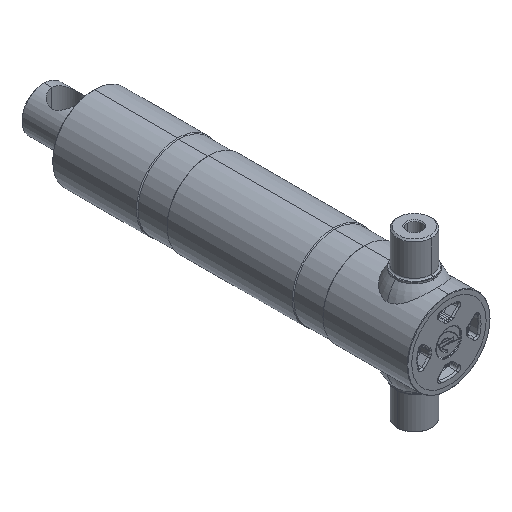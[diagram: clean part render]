
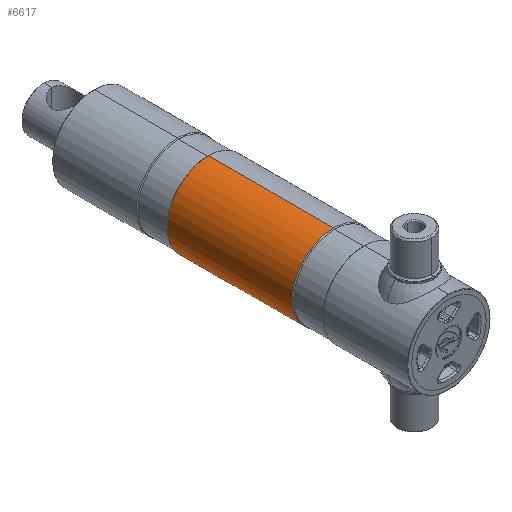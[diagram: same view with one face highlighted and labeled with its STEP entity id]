
A CAD part, isometric view. The second image highlights one B-rep face of the part: STEP entity #6617.
In plain terms, the highlighted cylindrical face has radius 54 mm (diameter 108 mm), a partial arc.
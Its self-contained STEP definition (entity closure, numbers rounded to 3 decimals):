
#423 = CIRCLE ( 'NONE', #6974, 54. ) ;
#1171 = ORIENTED_EDGE ( 'NONE', *, *, #4659, .T. ) ;
#1197 = ORIENTED_EDGE ( 'NONE', *, *, #5805, .T. ) ;
#1251 = ORIENTED_EDGE ( 'NONE', *, *, #3979, .F. ) ;
#1266 = ORIENTED_EDGE ( 'NONE', *, *, #5970, .F. ) ;
#1577 = AXIS2_PLACEMENT_3D ( 'NONE', #2860, #7781, #3617 ) ;
#1919 = CARTESIAN_POINT ( 'NONE',  ( 0., -17.46, -54. ) ) ;
#2436 = AXIS2_PLACEMENT_3D ( 'NONE', #6087, #4756, #3308 ) ;
#2674 = DIRECTION ( 'NONE',  ( 0., -1., 0. ) ) ;
#2736 = CARTESIAN_POINT ( 'NONE',  ( 0., 150., 0. ) ) ;
#2860 = CARTESIAN_POINT ( 'NONE',  ( 0., 313., 0. ) ) ;
#3211 = CARTESIAN_POINT ( 'NONE',  ( 0., -17.46, 54. ) ) ;
#3308 = DIRECTION ( 'NONE',  ( 0., 0., 1. ) ) ;
#3382 = CARTESIAN_POINT ( 'NONE',  ( 0., 150., -54. ) ) ;
#3501 = DIRECTION ( 'NONE',  ( 0., 0., 1. ) ) ;
#3617 = DIRECTION ( 'NONE',  ( 0., 0., 1. ) ) ;
#3979 = EDGE_CURVE ( 'NONE', #6091, #6725, #423, .T. ) ;
#4008 = FACE_OUTER_BOUND ( 'NONE', #5253, .T. ) ;
#4015 = CYLINDRICAL_SURFACE ( 'NONE', #2436, 54. ) ;
#4380 = VERTEX_POINT ( 'NONE', #5137 ) ;
#4659 = EDGE_CURVE ( 'NONE', #4380, #6868, #7946, .T. ) ;
#4756 = DIRECTION ( 'NONE',  ( 0., -1., 0. ) ) ;
#5137 = CARTESIAN_POINT ( 'NONE',  ( 0., 313., 54. ) ) ;
#5253 = EDGE_LOOP ( 'NONE', ( #1171, #1197, #1251, #1266 ) ) ;
#5327 = VECTOR ( 'NONE', #7393, 1000. ) ;
#5346 = LINE ( 'NONE', #3211, #5327 ) ;
#5635 = CARTESIAN_POINT ( 'NONE',  ( 0., 313., -54. ) ) ;
#5757 = VECTOR ( 'NONE', #2674, 1000. ) ;
#5765 = LINE ( 'NONE', #1919, #5757 ) ;
#5805 = EDGE_CURVE ( 'NONE', #6868, #6725, #5765, .T. ) ;
#5970 = EDGE_CURVE ( 'NONE', #4380, #6091, #5346, .T. ) ;
#6087 = CARTESIAN_POINT ( 'NONE',  ( 0., -17.46, 0. ) ) ;
#6091 = VERTEX_POINT ( 'NONE', #6797 ) ;
#6617 = ADVANCED_FACE ( 'NONE', ( #4008 ), #4015, .T. ) ;
#6725 = VERTEX_POINT ( 'NONE', #3382 ) ;
#6797 = CARTESIAN_POINT ( 'NONE',  ( 0., 150., 54. ) ) ;
#6868 = VERTEX_POINT ( 'NONE', #5635 ) ;
#6974 = AXIS2_PLACEMENT_3D ( 'NONE', #2736, #7645, #3501 ) ;
#7393 = DIRECTION ( 'NONE',  ( 0., -1., 0. ) ) ;
#7645 = DIRECTION ( 'NONE',  ( 0., -1., 0. ) ) ;
#7781 = DIRECTION ( 'NONE',  ( 0., -1., 0. ) ) ;
#7946 = CIRCLE ( 'NONE', #1577, 54. ) ;
